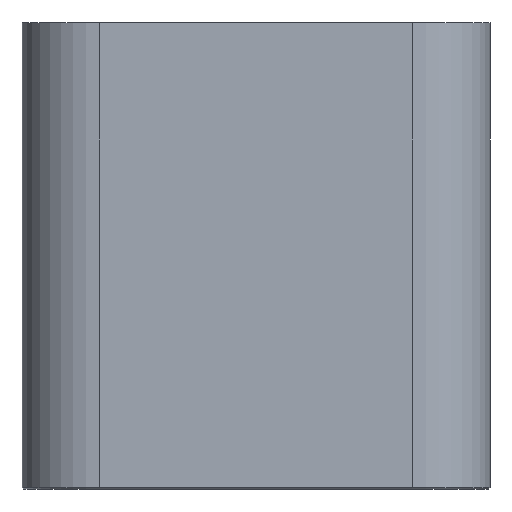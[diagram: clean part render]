
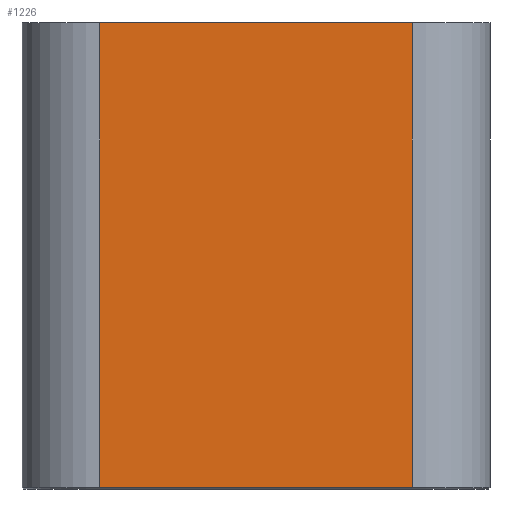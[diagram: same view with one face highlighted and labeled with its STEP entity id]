
A CAD part, left-side view. The second image highlights one B-rep face of the part: STEP entity #1226.
In plain terms, the highlighted planar face has unit normal (-1, 0, 0).
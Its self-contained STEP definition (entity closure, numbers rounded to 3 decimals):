
#7 = EDGE_CURVE ( 'NONE', #391, #274, #4163, .T. ) ;
#30 = EDGE_CURVE ( 'NONE', #274, #3098, #912, .T. ) ;
#168 = FACE_OUTER_BOUND ( 'NONE', #3554, .T. ) ;
#262 = CARTESIAN_POINT ( 'NONE',  ( -15.05, 10.05, 30. ) ) ;
#274 = VERTEX_POINT ( 'NONE', #3745 ) ;
#302 = CARTESIAN_POINT ( 'NONE',  ( -15.05, 15.05, 0.1 ) ) ;
#391 = VERTEX_POINT ( 'NONE', #3604 ) ;
#477 = DIRECTION ( 'NONE',  ( 1., 0., 0. ) ) ;
#521 = ORIENTED_EDGE ( 'NONE', *, *, #30, .T. ) ;
#552 = DIRECTION ( 'NONE',  ( 0., -1., 0. ) ) ;
#781 = LINE ( 'NONE', #3429, #1021 ) ;
#912 = LINE ( 'NONE', #302, #1859 ) ;
#947 = VERTEX_POINT ( 'NONE', #2323 ) ;
#1005 = EDGE_CURVE ( 'NONE', #391, #947, #781, .T. ) ;
#1021 = VECTOR ( 'NONE', #2489, 1000. ) ;
#1177 = PLANE ( 'NONE',  #1863 ) ;
#1226 = ADVANCED_FACE ( 'NONE', ( #168 ), #1177, .F. ) ;
#1228 = ORIENTED_EDGE ( 'NONE', *, *, #1005, .F. ) ;
#1859 = VECTOR ( 'NONE', #552, 1000. ) ;
#1863 = AXIS2_PLACEMENT_3D ( 'NONE', #3403, #477, #2444 ) ;
#2052 = DIRECTION ( 'NONE',  ( 0., 0., 1. ) ) ;
#2126 = ORIENTED_EDGE ( 'NONE', *, *, #7, .T. ) ;
#2323 = CARTESIAN_POINT ( 'NONE',  ( -15.05, -10.05, 30. ) ) ;
#2444 = DIRECTION ( 'NONE',  ( 0., 0., -1. ) ) ;
#2489 = DIRECTION ( 'NONE',  ( 0., -1., 0. ) ) ;
#2682 = VECTOR ( 'NONE', #3501, 1000. ) ;
#2695 = LINE ( 'NONE', #4050, #4154 ) ;
#3098 = VERTEX_POINT ( 'NONE', #3767 ) ;
#3403 = CARTESIAN_POINT ( 'NONE',  ( -15.05, 15.05, 30. ) ) ;
#3429 = CARTESIAN_POINT ( 'NONE',  ( -15.05, 15.05, 30. ) ) ;
#3477 = ORIENTED_EDGE ( 'NONE', *, *, #3616, .T. ) ;
#3501 = DIRECTION ( 'NONE',  ( 0., 0., -1. ) ) ;
#3554 = EDGE_LOOP ( 'NONE', ( #2126, #521, #3477, #1228 ) ) ;
#3604 = CARTESIAN_POINT ( 'NONE',  ( -15.05, 10.05, 30. ) ) ;
#3616 = EDGE_CURVE ( 'NONE', #3098, #947, #2695, .T. ) ;
#3745 = CARTESIAN_POINT ( 'NONE',  ( -15.05, 10.05, 0.1 ) ) ;
#3767 = CARTESIAN_POINT ( 'NONE',  ( -15.05, -10.05, 0.1 ) ) ;
#4050 = CARTESIAN_POINT ( 'NONE',  ( -15.05, -10.05, 30. ) ) ;
#4154 = VECTOR ( 'NONE', #2052, 1000. ) ;
#4163 = LINE ( 'NONE', #262, #2682 ) ;
